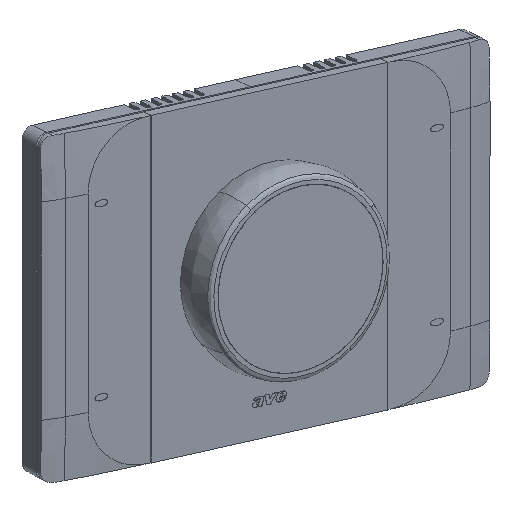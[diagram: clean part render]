
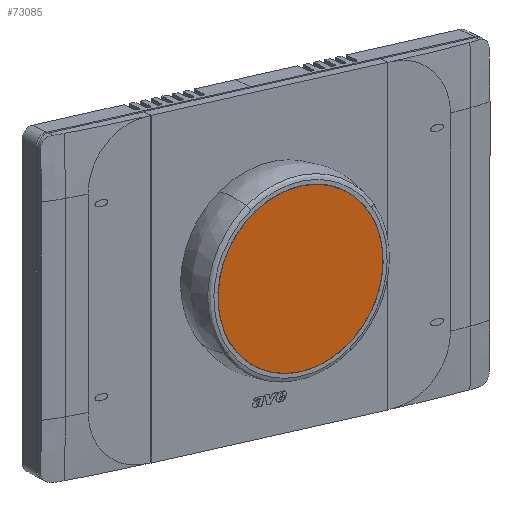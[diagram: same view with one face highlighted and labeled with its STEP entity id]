
A CAD part, top view. The second image highlights one B-rep face of the part: STEP entity #73085.
In plain terms, the highlighted face is planar.
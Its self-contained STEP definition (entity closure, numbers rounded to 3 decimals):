
#72991=CARTESIAN_POINT('Vertex',(22.95,38.389,0.)) ;
#72994=CARTESIAN_POINT('Axis2P3D Location',(0.,38.389,0.)) ;
#72998=CARTESIAN_POINT('Vertex',(0.,38.389,22.95)) ;
#73001=CARTESIAN_POINT('Axis2P3D Location',(0.,38.389,0.)) ;
#73005=CARTESIAN_POINT('Vertex',(-22.95,38.389,0.)) ;
#73053=CARTESIAN_POINT('Axis2P3D Location',(0.,38.389,0.)) ;
#73057=CARTESIAN_POINT('Vertex',(0.,38.389,-22.95)) ;
#73060=CARTESIAN_POINT('Axis2P3D Location',(0.,38.389,0.)) ;
#73074=CARTESIAN_POINT('Axis2P3D Location',(-27.552,38.389,-27.552)) ;
#72995=DIRECTION('Axis2P3D Direction',(-0.,1.,0.)) ;
#73002=DIRECTION('Axis2P3D Direction',(-0.,1.,0.)) ;
#73054=DIRECTION('Axis2P3D Direction',(-0.,1.,0.)) ;
#73061=DIRECTION('Axis2P3D Direction',(-0.,1.,0.)) ;
#73075=DIRECTION('Axis2P3D Direction',(-0.,1.,0.)) ;
#73076=DIRECTION('Axis2P3D XDirection',(1.,0.,0.)) ;
#72996=AXIS2_PLACEMENT_3D('Circle Axis2P3D',#72994,#72995,$) ;
#73003=AXIS2_PLACEMENT_3D('Circle Axis2P3D',#73001,#73002,$) ;
#73055=AXIS2_PLACEMENT_3D('Circle Axis2P3D',#73053,#73054,$) ;
#73062=AXIS2_PLACEMENT_3D('Circle Axis2P3D',#73060,#73061,$) ;
#73077=AXIS2_PLACEMENT_3D('Plane Axis2P3D',#73074,#73075,#73076) ;
#73080=ORIENTED_EDGE('',*,*,#73007,.F.) ;
#73081=ORIENTED_EDGE('',*,*,#73000,.F.) ;
#73082=ORIENTED_EDGE('',*,*,#73064,.T.) ;
#73083=ORIENTED_EDGE('',*,*,#73059,.T.) ;
#73085=ADVANCED_FACE('brep_33',(#73084),#73078,.T.) ;
#72997=CIRCLE('generated circle',#72996,22.95) ;
#73004=CIRCLE('generated circle',#73003,22.95) ;
#73056=CIRCLE('generated circle',#73055,22.95) ;
#73063=CIRCLE('generated circle',#73062,22.95) ;
#73000=EDGE_CURVE('',#72992,#72999,#72997,.F.) ;
#73007=EDGE_CURVE('',#72999,#73006,#73004,.F.) ;
#73059=EDGE_CURVE('',#73058,#73006,#73056,.T.) ;
#73064=EDGE_CURVE('',#72992,#73058,#73063,.T.) ;
#73079=EDGE_LOOP('',(#73080,#73081,#73082,#73083)) ;
#73084=FACE_OUTER_BOUND('',#73079,.T.) ;
#73078=PLANE('',#73077) ;
#72992=VERTEX_POINT('',#72991) ;
#72999=VERTEX_POINT('',#72998) ;
#73006=VERTEX_POINT('',#73005) ;
#73058=VERTEX_POINT('',#73057) ;
